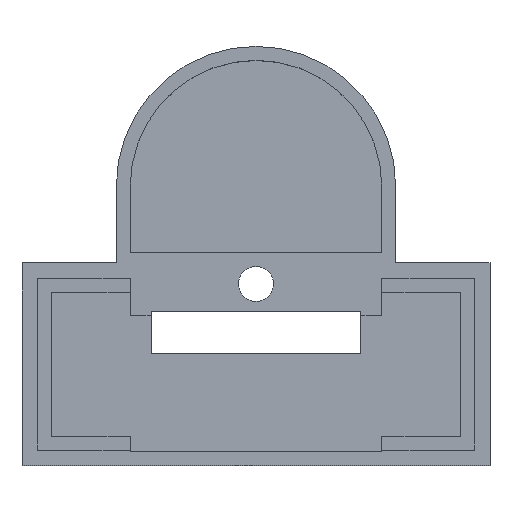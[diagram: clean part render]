
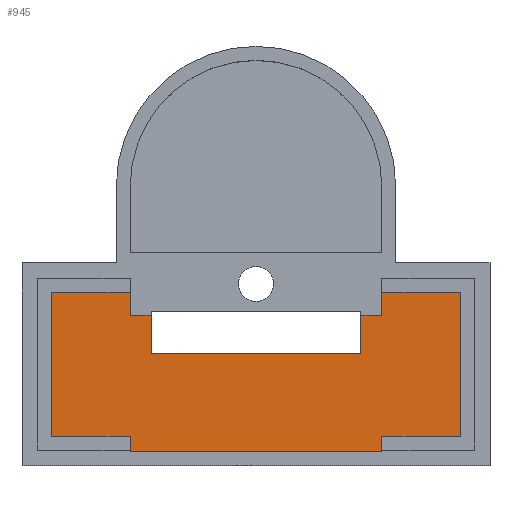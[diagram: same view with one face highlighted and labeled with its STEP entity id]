
A CAD part, top view. The second image highlights one B-rep face of the part: STEP entity #945.
In plain terms, the highlighted planar face has unit normal (0, 0, 1).
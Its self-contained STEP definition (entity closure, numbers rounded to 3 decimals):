
#41=PLANE('',#1024);
#87=FACE_OUTER_BOUND('',#137,.T.);
#137=EDGE_LOOP('',(#769,#770,#771,#772,#773,#774,#775,#776,#777,#778,#779,
#780,#781,#782,#783,#784));
#167=LINE('',#1314,#288);
#170=LINE('',#1320,#291);
#172=LINE('',#1324,#293);
#178=LINE('',#1336,#299);
#186=LINE('',#1353,#307);
#189=LINE('',#1359,#310);
#194=LINE('',#1369,#315);
#234=LINE('',#1467,#355);
#238=LINE('',#1474,#359);
#239=LINE('',#1477,#360);
#240=LINE('',#1478,#361);
#241=LINE('',#1480,#362);
#242=LINE('',#1482,#363);
#243=LINE('',#1484,#364);
#244=LINE('',#1486,#365);
#245=LINE('',#1487,#366);
#288=VECTOR('',#1064,10.);
#291=VECTOR('',#1069,10.);
#293=VECTOR('',#1073,10.);
#299=VECTOR('',#1081,10.);
#307=VECTOR('',#1093,10.);
#310=VECTOR('',#1098,10.);
#315=VECTOR('',#1105,10.);
#355=VECTOR('',#1193,10.);
#359=VECTOR('',#1199,10.);
#360=VECTOR('',#1202,10.);
#361=VECTOR('',#1203,10.);
#362=VECTOR('',#1204,10.);
#363=VECTOR('',#1205,10.);
#364=VECTOR('',#1206,10.);
#365=VECTOR('',#1207,10.);
#366=VECTOR('',#1208,10.);
#425=VERTEX_POINT('',#1311);
#426=VERTEX_POINT('',#1313);
#428=VERTEX_POINT('',#1319);
#429=VERTEX_POINT('',#1323);
#434=VERTEX_POINT('',#1334);
#441=VERTEX_POINT('',#1351);
#443=VERTEX_POINT('',#1357);
#447=VERTEX_POINT('',#1367);
#480=VERTEX_POINT('',#1464);
#481=VERTEX_POINT('',#1466);
#483=VERTEX_POINT('',#1472);
#484=VERTEX_POINT('',#1476);
#485=VERTEX_POINT('',#1479);
#486=VERTEX_POINT('',#1481);
#487=VERTEX_POINT('',#1483);
#488=VERTEX_POINT('',#1485);
#515=EDGE_CURVE('',#425,#426,#167,.T.);
#518=EDGE_CURVE('',#426,#428,#170,.T.);
#520=EDGE_CURVE('',#428,#429,#172,.T.);
#526=EDGE_CURVE('',#434,#425,#178,.T.);
#534=EDGE_CURVE('',#441,#434,#186,.T.);
#537=EDGE_CURVE('',#443,#441,#189,.T.);
#542=EDGE_CURVE('',#447,#443,#194,.T.);
#591=EDGE_CURVE('',#481,#480,#234,.T.);
#595=EDGE_CURVE('',#480,#483,#238,.T.);
#596=EDGE_CURVE('',#483,#484,#239,.T.);
#597=EDGE_CURVE('',#484,#429,#240,.T.);
#598=EDGE_CURVE('',#485,#447,#241,.T.);
#599=EDGE_CURVE('',#485,#486,#242,.T.);
#600=EDGE_CURVE('',#486,#487,#243,.T.);
#601=EDGE_CURVE('',#487,#488,#244,.T.);
#602=EDGE_CURVE('',#488,#481,#245,.T.);
#769=ORIENTED_EDGE('',*,*,#591,.T.);
#770=ORIENTED_EDGE('',*,*,#595,.T.);
#771=ORIENTED_EDGE('',*,*,#596,.T.);
#772=ORIENTED_EDGE('',*,*,#597,.T.);
#773=ORIENTED_EDGE('',*,*,#520,.F.);
#774=ORIENTED_EDGE('',*,*,#518,.F.);
#775=ORIENTED_EDGE('',*,*,#515,.F.);
#776=ORIENTED_EDGE('',*,*,#526,.F.);
#777=ORIENTED_EDGE('',*,*,#534,.F.);
#778=ORIENTED_EDGE('',*,*,#537,.F.);
#779=ORIENTED_EDGE('',*,*,#542,.F.);
#780=ORIENTED_EDGE('',*,*,#598,.F.);
#781=ORIENTED_EDGE('',*,*,#599,.T.);
#782=ORIENTED_EDGE('',*,*,#600,.T.);
#783=ORIENTED_EDGE('',*,*,#601,.T.);
#784=ORIENTED_EDGE('',*,*,#602,.T.);
#945=ADVANCED_FACE('',(#87),#41,.F.);
#1024=AXIS2_PLACEMENT_3D('',#1475,#1200,#1201);
#1064=DIRECTION('',(0.,-1.,0.));
#1069=DIRECTION('',(1.,0.,0.));
#1073=DIRECTION('',(0.,-1.,0.));
#1081=DIRECTION('',(1.,0.,0.));
#1093=DIRECTION('',(0.,1.,0.));
#1098=DIRECTION('',(-1.,0.,0.));
#1105=DIRECTION('',(0.,1.,0.));
#1193=DIRECTION('',(0.,-1.,0.));
#1199=DIRECTION('',(-1.,0.,0.));
#1200=DIRECTION('center_axis',(0.,0.,-1.));
#1201=DIRECTION('ref_axis',(-1.,0.,0.));
#1202=DIRECTION('',(0.,-1.,0.));
#1203=DIRECTION('',(-1.,0.,0.));
#1204=DIRECTION('',(-1.,0.,0.));
#1205=DIRECTION('',(0.,1.,0.));
#1206=DIRECTION('',(1.,0.,0.));
#1207=DIRECTION('',(0.,1.,0.));
#1208=DIRECTION('',(-1.,0.,0.));
#1311=CARTESIAN_POINT('',(-9.,5.15,-19.));
#1313=CARTESIAN_POINT('',(-9.,3.5,-19.));
#1314=CARTESIAN_POINT('',(-9.,5.625,-19.));
#1319=CARTESIAN_POINT('',(-7.5,3.5,-19.));
#1320=CARTESIAN_POINT('',(-7.938,3.5,-19.));
#1323=CARTESIAN_POINT('',(-7.5,0.75,-19.));
#1324=CARTESIAN_POINT('',(-7.5,4.25,-19.));
#1334=CARTESIAN_POINT('',(-14.65,5.15,-19.));
#1336=CARTESIAN_POINT('',(-14.65,5.15,-19.));
#1351=CARTESIAN_POINT('',(-14.65,-5.15,-19.));
#1353=CARTESIAN_POINT('',(-14.65,-5.15,-19.));
#1357=CARTESIAN_POINT('',(-9.,-5.15,-19.));
#1359=CARTESIAN_POINT('',(-9.,-5.15,-19.));
#1367=CARTESIAN_POINT('',(-9.,-6.25,-19.));
#1369=CARTESIAN_POINT('',(-9.,-6.25,-19.));
#1464=CARTESIAN_POINT('',(9.,3.5,-19.));
#1466=CARTESIAN_POINT('',(9.,5.15,-19.));
#1467=CARTESIAN_POINT('',(9.,5.625,-19.));
#1472=CARTESIAN_POINT('',(7.5,3.5,-19.));
#1474=CARTESIAN_POINT('',(7.938,3.5,-19.));
#1475=CARTESIAN_POINT('Origin',(8.375,7.75,-19.));
#1476=CARTESIAN_POINT('',(7.5,0.75,-19.));
#1477=CARTESIAN_POINT('',(7.5,4.25,-19.));
#1478=CARTESIAN_POINT('',(4.188,0.75,-19.));
#1479=CARTESIAN_POINT('',(9.,-6.25,-19.));
#1480=CARTESIAN_POINT('',(0.,-6.25,-19.));
#1481=CARTESIAN_POINT('',(9.,-5.15,-19.));
#1482=CARTESIAN_POINT('',(9.,-6.25,-19.));
#1483=CARTESIAN_POINT('',(14.65,-5.15,-19.));
#1484=CARTESIAN_POINT('',(9.,-5.15,-19.));
#1485=CARTESIAN_POINT('',(14.65,5.15,-19.));
#1486=CARTESIAN_POINT('',(14.65,-5.15,-19.));
#1487=CARTESIAN_POINT('',(14.65,5.15,-19.));
